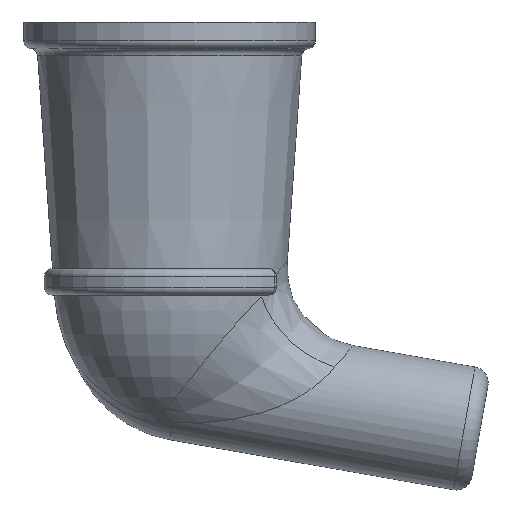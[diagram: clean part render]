
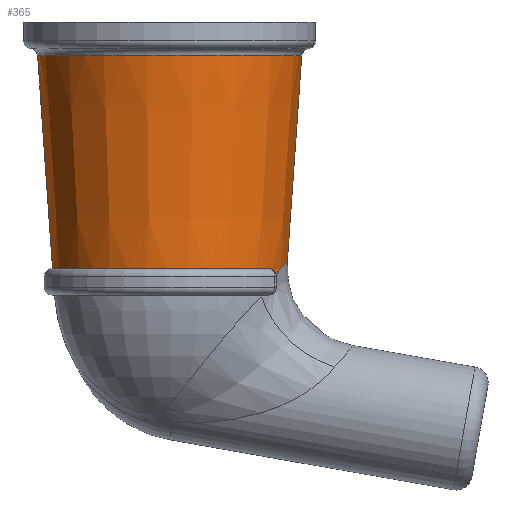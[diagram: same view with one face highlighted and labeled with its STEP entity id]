
A CAD part, front view. The second image highlights one B-rep face of the part: STEP entity #365.
In plain terms, the highlighted conical face has half-angle 4 degrees and reference radius 11.042 mm.
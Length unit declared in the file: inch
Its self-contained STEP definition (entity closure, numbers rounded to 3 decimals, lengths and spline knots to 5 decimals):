
#9 = ORIENTED_EDGE ( 'NONE', *, *, #1314, .T. ) ;
#22 = EDGE_CURVE ( 'NONE', #979, #2480, #2672, .T. ) ;
#33 = CARTESIAN_POINT ( 'NONE',  ( -0.44196, 0., -0.93 ) ) ;
#34 = VERTEX_POINT ( 'NONE', #544 ) ;
#61 = CARTESIAN_POINT ( 'NONE',  ( 0.39165, -0.2038, -0.93712 ) ) ;
#79 = CARTESIAN_POINT ( 'NONE',  ( 0., 0., -0.12791 ) ) ;
#98 = CIRCLE ( 'NONE', #1838, 0.44196 ) ;
#130 = CARTESIAN_POINT ( 'NONE',  ( 0.42444, -0.12546, -0.92453 ) ) ;
#191 = ORIENTED_EDGE ( 'NONE', *, *, #1260, .F. ) ;
#219 = B_SPLINE_CURVE_WITH_KNOTS ( 'NONE', 3,
 ( #363, #1306, #2253, #130, #1068, #2016, #2964, #844, #1787, #2731, #615, #1556 ),
 .UNSPECIFIED., .F., .F.,
 ( 4, 2, 2, 2, 2, 4 ),
 ( 0.19773, 0.27348, 0.34922, 0.42496, 0.46283, 0.5007 ),
 .UNSPECIFIED. ) ;
#221 = ORIENTED_EDGE ( 'NONE', *, *, #2762, .F. ) ;
#293 = CARTESIAN_POINT ( 'NONE',  ( 0.37817, -0.22873, -0.93049 ) ) ;
#333 = CARTESIAN_POINT ( 'NONE',  ( 0.49805, 0., -0.12791 ) ) ;
#363 = CARTESIAN_POINT ( 'NONE',  ( 0.402, -0.17992, -0.95194 ) ) ;
#365 = ADVANCED_FACE ( 'NONE', ( #2054 ), #2950, .T. ) ;
#384 = CARTESIAN_POINT ( 'NONE',  ( 0.372, -0.23863, -0.93 ) ) ;
#403 = DIRECTION ( 'NONE',  ( 1., 0., 0. ) ) ;
#453 = VERTEX_POINT ( 'NONE', #1130 ) ;
#544 = CARTESIAN_POINT ( 'NONE',  ( -0.49805, 0., -0.12791 ) ) ;
#613 = ORIENTED_EDGE ( 'NONE', *, *, #1440, .F. ) ;
#615 = CARTESIAN_POINT ( 'NONE',  ( 0.4438, -0.00823, -0.90376 ) ) ;
#664 = EDGE_LOOP ( 'NONE', ( #191, #221, #2696, #613, #747, #2929, #9 ) ) ;
#675 = LINE ( 'NONE', #1617, #3028 ) ;
#701 = CARTESIAN_POINT ( 'NONE',  ( 0.40117, -0.18157, -0.95301 ) ) ;
#713 = DIRECTION ( 'NONE',  ( -0.07, 0., 0.998 ) ) ;
#736 = VERTEX_POINT ( 'NONE', #33 ) ;
#747 = ORIENTED_EDGE ( 'NONE', *, *, #965, .T. ) ;
#756 = VECTOR ( 'NONE', #713, 39.37008 ) ;
#761 = CARTESIAN_POINT ( 'NONE',  ( 0.372, -0.23863, -0.93 ) ) ;
#774 = CARTESIAN_POINT ( 'NONE',  ( 0.39983, -0.18527, -0.94862 ) ) ;
#844 = CARTESIAN_POINT ( 'NONE',  ( 0.44185, -0.04096, -0.90556 ) ) ;
#880 = DIRECTION ( 'NONE',  ( 0., 0., 1. ) ) ;
#928 = CARTESIAN_POINT ( 'NONE',  ( 0.402, -0.17992, -0.95194 ) ) ;
#965 = EDGE_CURVE ( 'NONE', #453, #1554, #219, .T. ) ;
#979 = VERTEX_POINT ( 'NONE', #384 ) ;
#1003 = CARTESIAN_POINT ( 'NONE',  ( 0.39399, -0.19888, -0.9393 ) ) ;
#1020 = DIRECTION ( 'NONE',  ( 0., 0., -1. ) ) ;
#1068 = CARTESIAN_POINT ( 'NONE',  ( 0.42889, -0.1108, -0.91948 ) ) ;
#1130 = CARTESIAN_POINT ( 'NONE',  ( 0.402, -0.17992, -0.95194 ) ) ;
#1223 = AXIS2_PLACEMENT_3D ( 'NONE', #79, #1020, #1964 ) ;
#1234 = CARTESIAN_POINT ( 'NONE',  ( 0.38387, -0.21877, -0.93229 ) ) ;
#1252 = B_SPLINE_CURVE_WITH_KNOTS ( 'NONE', 3,
 ( #928, #1874, #2816, #701 ),
 .UNSPECIFIED., .F., .F.,
 ( 4, 4 ),
 ( 0.80232, 0.80563 ),
 .UNSPECIFIED. ) ;
#1260 = EDGE_CURVE ( 'NONE', #736, #34, #1884, .T. ) ;
#1306 = CARTESIAN_POINT ( 'NONE',  ( 0.40829, -0.16724, -0.94387 ) ) ;
#1314 = EDGE_CURVE ( 'NONE', #2001, #34, #2572, .T. ) ;
#1440 = EDGE_CURVE ( 'NONE', #453, #2480, #1252, .T. ) ;
#1554 = VERTEX_POINT ( 'NONE', #1713 ) ;
#1556 = CARTESIAN_POINT ( 'NONE',  ( 0.44379, 0., -0.90382 ) ) ;
#1575 = CARTESIAN_POINT ( 'NONE',  ( 0., 0., -0.93 ) ) ;
#1617 = CARTESIAN_POINT ( 'NONE',  ( 0.43473, 0., -1.03343 ) ) ;
#1626 = AXIS2_PLACEMENT_3D ( 'NONE', #2999, #880, #1824 ) ;
#1713 = CARTESIAN_POINT ( 'NONE',  ( 0.44379, 0., -0.90382 ) ) ;
#1720 = CARTESIAN_POINT ( 'NONE',  ( 0.40061, -0.18323, -0.95064 ) ) ;
#1787 = CARTESIAN_POINT ( 'NONE',  ( 0.44258, -0.03287, -0.90485 ) ) ;
#1824 = DIRECTION ( 'NONE',  ( 1., 0., 0. ) ) ;
#1838 = AXIS2_PLACEMENT_3D ( 'NONE', #1575, #2519, #403 ) ;
#1874 = CARTESIAN_POINT ( 'NONE',  ( 0.40173, -0.18047, -0.9523 ) ) ;
#1884 = LINE ( 'NONE', #2826, #756 ) ;
#1895 = EDGE_CURVE ( 'NONE', #1554, #2001, #675, .T. ) ;
#1948 = CARTESIAN_POINT ( 'NONE',  ( 0.39712, -0.19183, -0.9435 ) ) ;
#1964 = DIRECTION ( 'NONE',  ( -1., 0., 0. ) ) ;
#2001 = VERTEX_POINT ( 'NONE', #333 ) ;
#2016 = CARTESIAN_POINT ( 'NONE',  ( 0.43616, -0.08054, -0.91144 ) ) ;
#2054 = FACE_OUTER_BOUND ( 'NONE', #664, .T. ) ;
#2184 = CARTESIAN_POINT ( 'NONE',  ( 0.38659, -0.21374, -0.93361 ) ) ;
#2215 = CARTESIAN_POINT ( 'NONE',  ( 0.40117, -0.18157, -0.95301 ) ) ;
#2253 = CARTESIAN_POINT ( 'NONE',  ( 0.41416, -0.15366, -0.93672 ) ) ;
#2415 = CARTESIAN_POINT ( 'NONE',  ( 0.37517, -0.23369, -0.93 ) ) ;
#2480 = VERTEX_POINT ( 'NONE', #2215 ) ;
#2519 = DIRECTION ( 'NONE',  ( 0., 0., -1. ) ) ;
#2564 = DIRECTION ( 'NONE',  ( 0.07, 0., 0.998 ) ) ;
#2572 = CIRCLE ( 'NONE', #1223, 0.49805 ) ;
#2662 = CARTESIAN_POINT ( 'NONE',  ( 0.40117, -0.18157, -0.95301 ) ) ;
#2672 = B_SPLINE_CURVE_WITH_KNOTS ( 'NONE', 3,
 ( #761, #2415, #293, #1234, #2184, #61, #1003, #1948, #2891, #774, #1720, #2662 ),
 .UNSPECIFIED., .F., .F.,
 ( 4, 2, 2, 2, 2, 4 ),
 ( 0., 0.00044, 0.00089, 0.00133, 0.00155, 0.00177 ),
 .UNSPECIFIED. ) ;
#2696 = ORIENTED_EDGE ( 'NONE', *, *, #22, .T. ) ;
#2731 = CARTESIAN_POINT ( 'NONE',  ( 0.44355, -0.01654, -0.90395 ) ) ;
#2762 = EDGE_CURVE ( 'NONE', #979, #736, #98, .T. ) ;
#2816 = CARTESIAN_POINT ( 'NONE',  ( 0.40145, -0.18102, -0.95266 ) ) ;
#2826 = CARTESIAN_POINT ( 'NONE',  ( -0.43473, 0., -1.03343 ) ) ;
#2891 = CARTESIAN_POINT ( 'NONE',  ( 0.39809, -0.18956, -0.94505 ) ) ;
#2929 = ORIENTED_EDGE ( 'NONE', *, *, #1895, .T. ) ;
#2950 = CONICAL_SURFACE ( 'NONE', #1626, 0.43473, 0.07 ) ;
#2964 = CARTESIAN_POINT ( 'NONE',  ( 0.43898, -0.06494, -0.90847 ) ) ;
#2999 = CARTESIAN_POINT ( 'NONE',  ( 0., 0., -1.03343 ) ) ;
#3028 = VECTOR ( 'NONE', #2564, 39.37008 ) ;
